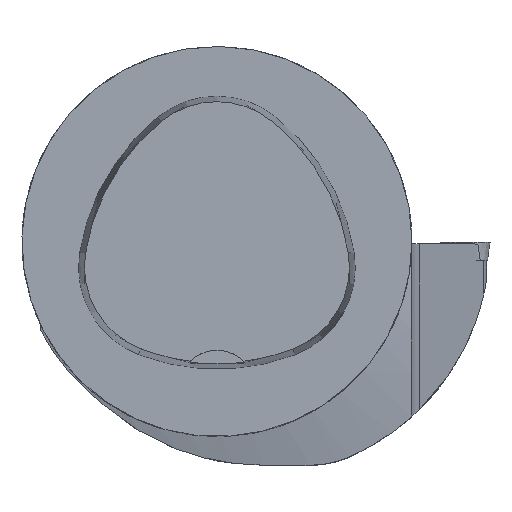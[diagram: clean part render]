
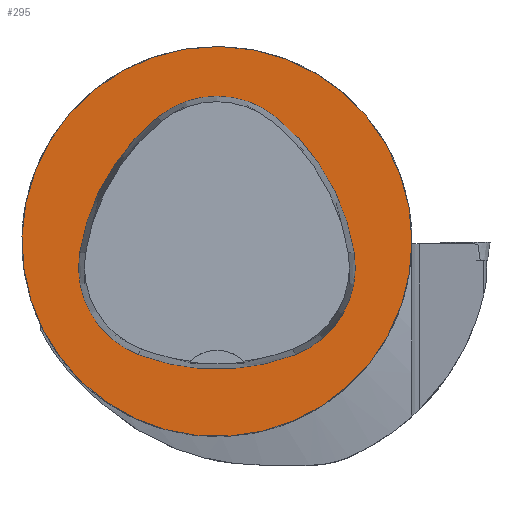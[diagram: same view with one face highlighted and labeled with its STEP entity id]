
A CAD part, top view. The second image highlights one B-rep face of the part: STEP entity #295.
In plain terms, the highlighted planar face has unit normal (0, 0, 1).
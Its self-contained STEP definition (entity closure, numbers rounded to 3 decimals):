
#295=ADVANCED_FACE('',(#379,#380),#335,.T.);
#335=PLANE('',#1107);
#379=FACE_BOUND('',#429,.T.);
#380=FACE_BOUND('',#430,.T.);
#429=EDGE_LOOP('',(#597,#598,#599,#600,#601,#602));
#430=EDGE_LOOP('',(#603));
#597=ORIENTED_EDGE('',*,*,#885,.F.);
#598=ORIENTED_EDGE('',*,*,#880,.F.);
#599=ORIENTED_EDGE('',*,*,#875,.F.);
#600=ORIENTED_EDGE('',*,*,#872,.F.);
#601=ORIENTED_EDGE('',*,*,#869,.F.);
#602=ORIENTED_EDGE('',*,*,#865,.F.);
#603=ORIENTED_EDGE('',*,*,#829,.T.);
#741=VERTEX_POINT('',#1588);
#769=VERTEX_POINT('',#1699);
#770=VERTEX_POINT('',#1700);
#773=VERTEX_POINT('',#1708);
#775=VERTEX_POINT('',#1714);
#777=VERTEX_POINT('',#1720);
#781=VERTEX_POINT('',#1733);
#829=EDGE_CURVE('',#741,#741,#923,.T.);
#865=EDGE_CURVE('',#769,#770,#931,.T.);
#869=EDGE_CURVE('',#770,#773,#933,.T.);
#872=EDGE_CURVE('',#773,#775,#935,.T.);
#875=EDGE_CURVE('',#775,#777,#937,.T.);
#880=EDGE_CURVE('',#777,#781,#940,.T.);
#885=EDGE_CURVE('',#781,#769,#943,.T.);
#923=CIRCLE('',#1062,25.);
#931=CIRCLE('',#1085,28.);
#933=CIRCLE('',#1088,12.);
#935=CIRCLE('',#1091,28.);
#937=CIRCLE('',#1094,12.);
#940=CIRCLE('',#1098,28.);
#943=CIRCLE('',#1102,12.);
#1062=AXIS2_PLACEMENT_3D('',#1587,#1230,#1231);
#1085=AXIS2_PLACEMENT_3D('',#1698,#1286,#1287);
#1088=AXIS2_PLACEMENT_3D('',#1707,#1294,#1295);
#1091=AXIS2_PLACEMENT_3D('',#1713,#1301,#1302);
#1094=AXIS2_PLACEMENT_3D('',#1719,#1308,#1309);
#1098=AXIS2_PLACEMENT_3D('',#1732,#1317,#1318);
#1102=AXIS2_PLACEMENT_3D('',#1745,#1326,#1327);
#1107=AXIS2_PLACEMENT_3D('',#1750,#1336,#1337);
#1230=DIRECTION('',(0.,0.,1.));
#1231=DIRECTION('',(1.,0.,0.));
#1286=DIRECTION('',(0.,0.,1.));
#1287=DIRECTION('',(1.,0.,0.));
#1294=DIRECTION('',(0.,0.,1.));
#1295=DIRECTION('',(1.,0.,0.));
#1301=DIRECTION('',(0.,0.,1.));
#1302=DIRECTION('',(1.,0.,0.));
#1308=DIRECTION('',(0.,0.,1.));
#1309=DIRECTION('',(1.,0.,0.));
#1317=DIRECTION('',(0.,0.,1.));
#1318=DIRECTION('',(1.,0.,0.));
#1326=DIRECTION('',(0.,0.,1.));
#1327=DIRECTION('',(1.,0.,0.));
#1336=DIRECTION('',(0.,0.,1.));
#1337=DIRECTION('',(-1.,0.,0.));
#1587=CARTESIAN_POINT('',(0.,0.,0.));
#1588=CARTESIAN_POINT('',(25.,0.,0.));
#1698=CARTESIAN_POINT('',(-10.068,-5.824,0.));
#1699=CARTESIAN_POINT('',(17.584,-1.424,0.));
#1700=CARTESIAN_POINT('',(7.531,15.953,0.));
#1707=CARTESIAN_POINT('',(-0.011,6.62,0.));
#1708=CARTESIAN_POINT('',(-7.567,15.942,0.));
#1713=CARTESIAN_POINT('',(10.063,-5.81,0.));
#1714=CARTESIAN_POINT('',(-17.59,-1.418,0.));
#1719=CARTESIAN_POINT('',(-5.739,-3.3,0.));
#1720=CARTESIAN_POINT('',(-10.05,-14.499,0.));
#1732=CARTESIAN_POINT('',(0.01,11.631,0.));
#1733=CARTESIAN_POINT('',(10.025,-14.516,0.));
#1745=CARTESIAN_POINT('',(5.733,-3.31,0.));
#1750=CARTESIAN_POINT('',(0.,0.,0.));
